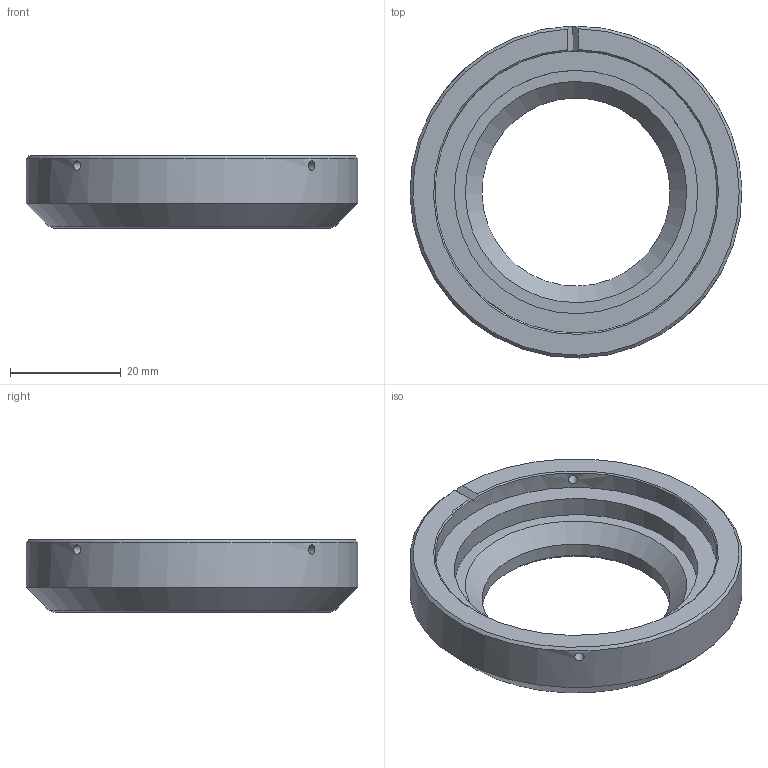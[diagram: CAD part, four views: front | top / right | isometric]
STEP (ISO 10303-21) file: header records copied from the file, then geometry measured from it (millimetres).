
FILE_DESCRIPTION(/* description */ (''),/* implementation_level */ '2;1');
FILE_NAME(/* name */ 'dumbBody_M42_PENF',/* time_stamp */ '2023-09-29T16:32:56-04:00',/* author */ ('George'),/* organization */ ('Archive 663'),/* preprocessor_version */ 'ST-DEVELOPER v16.7',/* originating_system */ 'Solid Edge',/* authorisation */ 'Unknown');
FILE_SCHEMA (('AUTOMOTIVE_DESIGN {1 0 10303 214 3 1 1}'));
Length unit declared in the file: millimetre
Products named in the file (2): mountLensBase_PENF; dumbBody_M42_PENF
Assembly tree (1 placements, depth 2):
  mountLensBase_PENF
    dumbBody_M42_PENF
Bounding box: 59.99 x 59.99 x 13.05 mm (x, y, z)
Volume: 16457.1 mm3; surface area: 7303.1 mm2
Topology: 1 solids, 1 shells, 30 faces, 74 edges, 50 vertices
Faces by surface type: cylinder 11, plane 9, cone 9, sphere 1
Full cylindrical faces by diameter (mm): 1.4 x3, 1.7 x4, 34 x1, 44 x1, 51 x1, 60 x1
Entity records: 836 total; most frequent: CARTESIAN_POINT 205, DIRECTION 123, ORIENTED_EDGE 86, EDGE_LOOP 63, FACE_BOUND 63, AXIS2_PLACEMENT_3D 60, EDGE_CURVE 43, VERTEX_POINT 38
